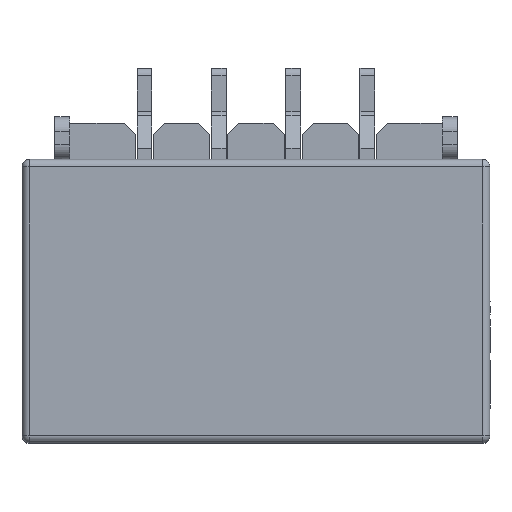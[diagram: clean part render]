
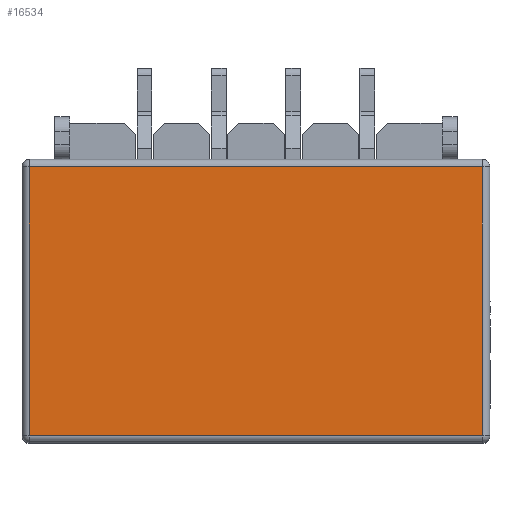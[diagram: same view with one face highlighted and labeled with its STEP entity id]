
A CAD part, top view. The second image highlights one B-rep face of the part: STEP entity #16534.
In plain terms, the highlighted planar face has unit normal (0, 0, 1).
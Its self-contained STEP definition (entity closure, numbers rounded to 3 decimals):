
#30 = VECTOR ( 'NONE', #13512, 1000. ) ;
#443 = LINE ( 'NONE', #12413, #8511 ) ;
#537 = VERTEX_POINT ( 'NONE', #9948 ) ;
#563 = DIRECTION ( 'NONE',  ( 1., 0., 0. ) ) ;
#841 = EDGE_CURVE ( 'NONE', #2459, #537, #18210, .T. ) ;
#1328 = EDGE_LOOP ( 'NONE', ( #14408, #15375, #18384, #6662 ) ) ;
#2459 = VERTEX_POINT ( 'NONE', #15339 ) ;
#2583 = VECTOR ( 'NONE', #13569, 1000. ) ;
#4253 = CARTESIAN_POINT ( 'NONE',  ( -3.05, -2.61, 3.04 ) ) ;
#4353 = LINE ( 'NONE', #16406, #18233 ) ;
#5379 = CARTESIAN_POINT ( 'NONE',  ( -3.05, -2.71, 3.04 ) ) ;
#6660 = CARTESIAN_POINT ( 'NONE',  ( -3.15, 1.011, 3.04 ) ) ;
#6662 = ORIENTED_EDGE ( 'NONE', *, *, #13299, .T. ) ;
#6927 = LINE ( 'NONE', #5379, #2583 ) ;
#8511 = VECTOR ( 'NONE', #8817, 1000. ) ;
#8817 = DIRECTION ( 'NONE',  ( 1., 0., 0. ) ) ;
#8941 = CARTESIAN_POINT ( 'NONE',  ( 0., 0., 3.04 ) ) ;
#9648 = VERTEX_POINT ( 'NONE', #4253 ) ;
#9839 = EDGE_CURVE ( 'NONE', #15491, #2459, #4353, .T. ) ;
#9948 = CARTESIAN_POINT ( 'NONE',  ( -3.05, 1.011, 3.04 ) ) ;
#10651 = FACE_OUTER_BOUND ( 'NONE', #1328, .T. ) ;
#11210 = EDGE_CURVE ( 'NONE', #9648, #15491, #443, .T. ) ;
#12413 = CARTESIAN_POINT ( 'NONE',  ( 3.15, -2.61, 3.04 ) ) ;
#13229 = CARTESIAN_POINT ( 'NONE',  ( 3.05, -2.61, 3.04 ) ) ;
#13299 = EDGE_CURVE ( 'NONE', #537, #9648, #6927, .T. ) ;
#13512 = DIRECTION ( 'NONE',  ( -1., 0., 0. ) ) ;
#13569 = DIRECTION ( 'NONE',  ( 0., -1., 0. ) ) ;
#14408 = ORIENTED_EDGE ( 'NONE', *, *, #11210, .T. ) ;
#15339 = CARTESIAN_POINT ( 'NONE',  ( 3.05, 1.011, 3.04 ) ) ;
#15375 = ORIENTED_EDGE ( 'NONE', *, *, #9839, .T. ) ;
#15491 = VERTEX_POINT ( 'NONE', #13229 ) ;
#15767 = DIRECTION ( 'NONE',  ( 0., 0., 1. ) ) ;
#16285 = DIRECTION ( 'NONE',  ( 0., 1., 0. ) ) ;
#16406 = CARTESIAN_POINT ( 'NONE',  ( 3.05, 1.111, 3.04 ) ) ;
#16534 = ADVANCED_FACE ( 'NONE', ( #10651 ), #17467, .T. ) ;
#17467 = PLANE ( 'NONE',  #21228 ) ;
#18210 = LINE ( 'NONE', #6660, #30 ) ;
#18233 = VECTOR ( 'NONE', #16285, 1000. ) ;
#18384 = ORIENTED_EDGE ( 'NONE', *, *, #841, .T. ) ;
#21228 = AXIS2_PLACEMENT_3D ( 'NONE', #8941, #15767, #563 ) ;
